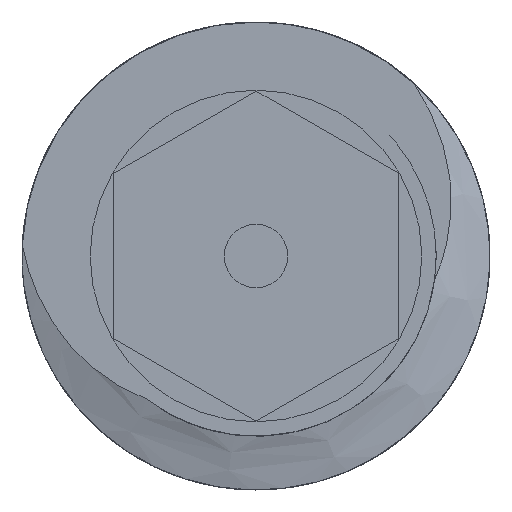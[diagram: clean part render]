
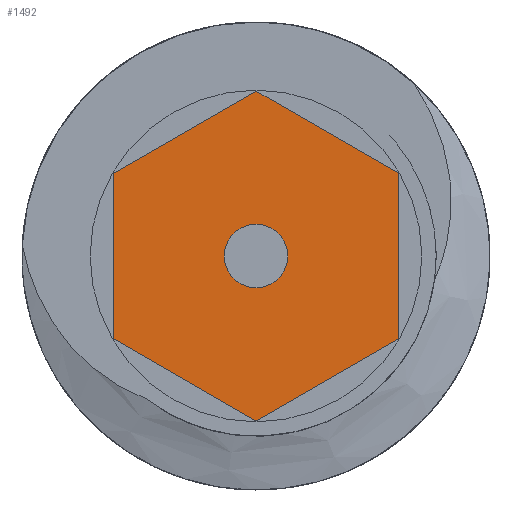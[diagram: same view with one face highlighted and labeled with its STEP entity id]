
A CAD part, left-side view. The second image highlights one B-rep face of the part: STEP entity #1492.
In plain terms, the highlighted planar face has unit normal (-1, 0, 0).
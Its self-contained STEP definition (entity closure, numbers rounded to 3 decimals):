
#22=FACE_BOUND('',#180,.T.);
#26=PLANE('',#1599);
#97=FACE_OUTER_BOUND('',#179,.T.);
#179=EDGE_LOOP('',(#1142,#1143,#1144,#1145,#1146,#1147,#1148,#1149,#1150,
#1151,#1152,#1153));
#180=EDGE_LOOP('',(#1154));
#219=CIRCLE('',#1596,1.35);
#330=B_SPLINE_CURVE_WITH_KNOTS('',3,(#5068,#5069,#5070,#5071,#5072,#5073),
 .UNSPECIFIED.,.F.,.F.,(4,2,4),(0.,0.145,0.294),
 .UNSPECIFIED.);
#404=LINE('',#5064,#497);
#405=LINE('',#5066,#498);
#406=LINE('',#5075,#499);
#407=LINE('',#5077,#500);
#408=LINE('',#5079,#501);
#409=LINE('',#5081,#502);
#410=LINE('',#5083,#503);
#411=LINE('',#5085,#504);
#412=LINE('',#5087,#505);
#413=LINE('',#5089,#506);
#414=LINE('',#5090,#507);
#497=VECTOR('',#1814,10.);
#498=VECTOR('',#1815,10.);
#499=VECTOR('',#1816,10.);
#500=VECTOR('',#1817,10.);
#501=VECTOR('',#1818,10.);
#502=VECTOR('',#1819,10.);
#503=VECTOR('',#1820,10.);
#504=VECTOR('',#1821,10.);
#505=VECTOR('',#1822,10.);
#506=VECTOR('',#1823,10.);
#507=VECTOR('',#1824,10.);
#654=VERTEX_POINT('',#5055);
#656=VERTEX_POINT('',#5062);
#657=VERTEX_POINT('',#5063);
#658=VERTEX_POINT('',#5065);
#659=VERTEX_POINT('',#5067);
#660=VERTEX_POINT('',#5074);
#661=VERTEX_POINT('',#5076);
#662=VERTEX_POINT('',#5078);
#663=VERTEX_POINT('',#5080);
#664=VERTEX_POINT('',#5082);
#665=VERTEX_POINT('',#5084);
#666=VERTEX_POINT('',#5086);
#667=VERTEX_POINT('',#5088);
#857=EDGE_CURVE('',#654,#654,#219,.T.);
#860=EDGE_CURVE('',#656,#657,#404,.T.);
#861=EDGE_CURVE('',#657,#658,#405,.T.);
#862=EDGE_CURVE('',#658,#659,#330,.T.);
#863=EDGE_CURVE('',#659,#660,#406,.T.);
#864=EDGE_CURVE('',#660,#661,#407,.T.);
#865=EDGE_CURVE('',#661,#662,#408,.T.);
#866=EDGE_CURVE('',#662,#663,#409,.T.);
#867=EDGE_CURVE('',#663,#664,#410,.T.);
#868=EDGE_CURVE('',#664,#665,#411,.T.);
#869=EDGE_CURVE('',#665,#666,#412,.T.);
#870=EDGE_CURVE('',#666,#667,#413,.T.);
#871=EDGE_CURVE('',#667,#656,#414,.T.);
#1142=ORIENTED_EDGE('',*,*,#860,.T.);
#1143=ORIENTED_EDGE('',*,*,#861,.T.);
#1144=ORIENTED_EDGE('',*,*,#862,.T.);
#1145=ORIENTED_EDGE('',*,*,#863,.T.);
#1146=ORIENTED_EDGE('',*,*,#864,.T.);
#1147=ORIENTED_EDGE('',*,*,#865,.T.);
#1148=ORIENTED_EDGE('',*,*,#866,.T.);
#1149=ORIENTED_EDGE('',*,*,#867,.T.);
#1150=ORIENTED_EDGE('',*,*,#868,.T.);
#1151=ORIENTED_EDGE('',*,*,#869,.T.);
#1152=ORIENTED_EDGE('',*,*,#870,.T.);
#1153=ORIENTED_EDGE('',*,*,#871,.T.);
#1154=ORIENTED_EDGE('',*,*,#857,.T.);
#1492=ADVANCED_FACE('',(#97,#22),#26,.T.);
#1596=AXIS2_PLACEMENT_3D('',#5056,#1805,#1806);
#1599=AXIS2_PLACEMENT_3D('',#5061,#1812,#1813);
#1805=DIRECTION('center_axis',(1.,0.,0.));
#1806=DIRECTION('ref_axis',(0.,-1.,0.));
#1812=DIRECTION('center_axis',(-1.,0.,0.));
#1813=DIRECTION('ref_axis',(0.,0.,-1.));
#1814=DIRECTION('',(0.,0.866,-0.5));
#1815=DIRECTION('',(0.,0.,-1.));
#1816=DIRECTION('',(0.,-0.866,-0.5));
#1817=DIRECTION('',(0.,-0.866,0.5));
#1818=DIRECTION('',(0.,-0.866,0.5));
#1819=DIRECTION('',(0.,-0.866,0.5));
#1820=DIRECTION('',(0.,0.,1.));
#1821=DIRECTION('',(0.,0.866,0.5));
#1822=DIRECTION('',(0.,0.866,0.5));
#1823=DIRECTION('',(0.,0.866,0.5));
#1824=DIRECTION('',(0.,0.866,-0.5));
#5055=CARTESIAN_POINT('',(101.,46.39,59.598));
#5056=CARTESIAN_POINT('Origin',(101.,45.04,59.598));
#5061=CARTESIAN_POINT('Origin',(101.,45.04,59.598));
#5062=CARTESIAN_POINT('',(101.,45.078,66.576));
#5063=CARTESIAN_POINT('',(101.,51.102,63.098));
#5064=CARTESIAN_POINT('',(101.,45.078,66.576));
#5065=CARTESIAN_POINT('',(101.,51.102,56.098));
#5066=CARTESIAN_POINT('',(101.,51.102,63.098));
#5067=CARTESIAN_POINT('',(101.,45.054,52.606));
#5068=CARTESIAN_POINT('Ctrl Pts',(101.,51.102,56.098));
#5069=CARTESIAN_POINT('Ctrl Pts',(101.,50.684,55.857));
#5070=CARTESIAN_POINT('Ctrl Pts',(101.,49.057,54.918));
#5071=CARTESIAN_POINT('Ctrl Pts',(101.,47.07,53.77));
#5072=CARTESIAN_POINT('Ctrl Pts',(101.,46.062,53.188));
#5073=CARTESIAN_POINT('Ctrl Pts',(101.,45.054,52.606));
#5074=CARTESIAN_POINT('',(101.,45.04,52.598));
#5075=CARTESIAN_POINT('',(101.,45.054,52.606));
#5076=CARTESIAN_POINT('',(101.,45.026,52.606));
#5077=CARTESIAN_POINT('',(101.,45.04,52.598));
#5078=CARTESIAN_POINT('',(101.,39.036,56.065));
#5079=CARTESIAN_POINT('',(101.,45.026,52.606));
#5080=CARTESIAN_POINT('',(101.,38.978,56.098));
#5081=CARTESIAN_POINT('',(101.,39.036,56.065));
#5082=CARTESIAN_POINT('',(101.,38.978,63.098));
#5083=CARTESIAN_POINT('',(101.,38.978,56.098));
#5084=CARTESIAN_POINT('',(101.,39.045,63.137));
#5085=CARTESIAN_POINT('',(101.,38.978,63.098));
#5086=CARTESIAN_POINT('',(101.,44.998,66.574));
#5087=CARTESIAN_POINT('',(101.,39.045,63.137));
#5088=CARTESIAN_POINT('',(101.,45.04,66.598));
#5089=CARTESIAN_POINT('',(101.,44.998,66.574));
#5090=CARTESIAN_POINT('',(101.,45.04,66.598));
